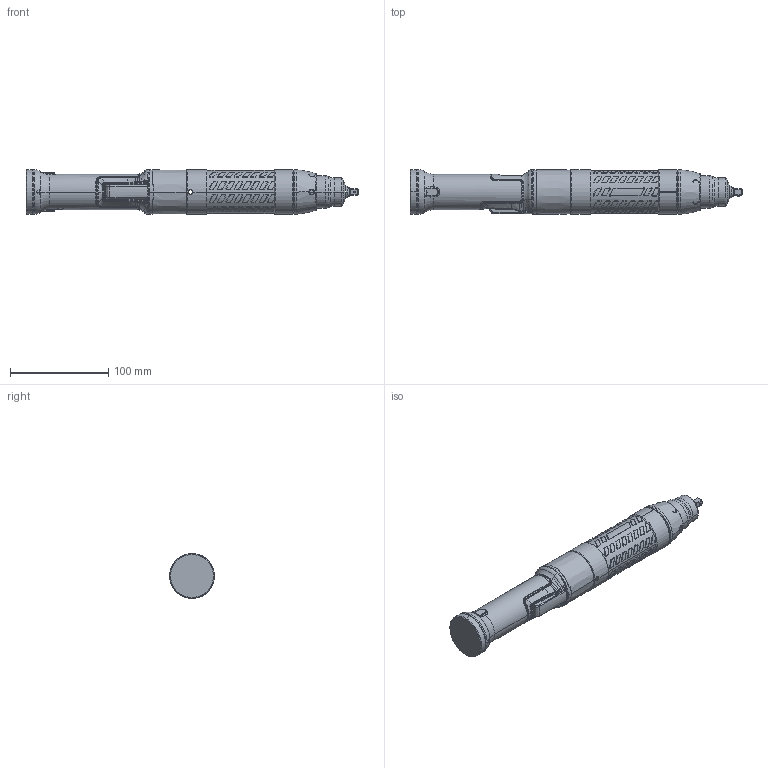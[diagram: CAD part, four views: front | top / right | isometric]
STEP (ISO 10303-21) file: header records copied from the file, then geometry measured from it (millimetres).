
FILE_DESCRIPTION((''),'2;1');
FILE_NAME('30ESN05BD3_SW0001','2018-11-27T',('A1X81'),(''),'CREO PARAMETRIC BY PTC INC, 2016050','CREO PARAMETRIC BY PTC INC, 2016050','');
FILE_SCHEMA(('CONFIG_CONTROL_DESIGN'));
Products named in the file (1): 30ESN05BD3_SW0001
Bounding box: 337.3 x 45.55 x 45.55 mm (x, y, z)
Surface area: 54492.7 mm2 (no closed solid volume)
Topology: 0 solids, 158 shells, 1365 faces, 4387 edges, 3076 vertices
Faces by surface type: bspline 705, cylinder 334, extrusion 161, plane 101, torus 46, cone 18
Entity records: 81352 total; most frequent: CARTESIAN_POINT 51508, ORIENTED_EDGE 6188, EDGE_CURVE 4384, DIRECTION 4074, VERTEX_POINT 3076, B_SPLINE_CURVE_WITH_KNOTS 2625, AXIS2_PLACEMENT_3D 1494, EDGE_LOOP 1365
